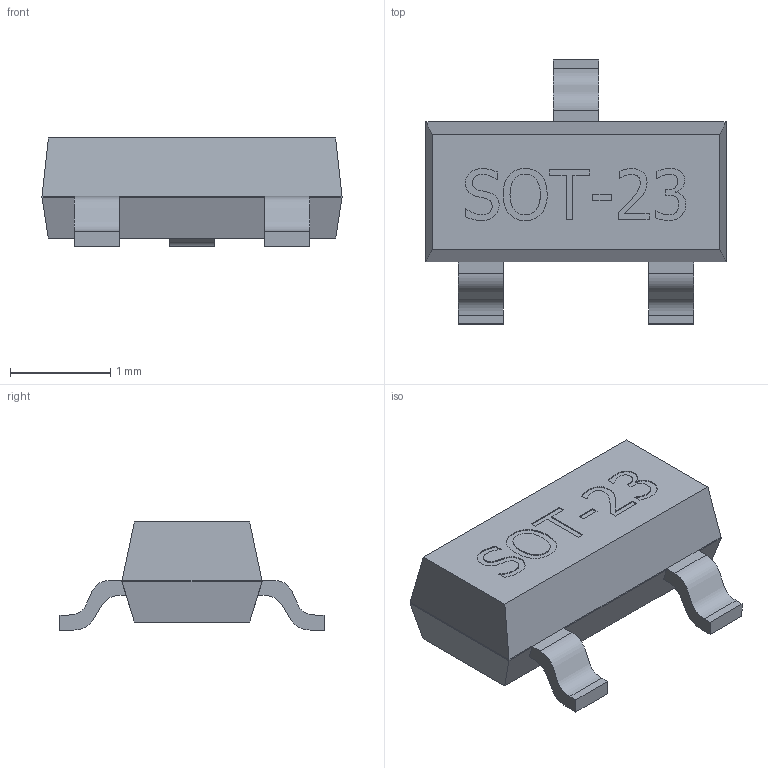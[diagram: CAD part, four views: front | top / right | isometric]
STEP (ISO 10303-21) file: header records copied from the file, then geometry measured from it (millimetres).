
FILE_DESCRIPTION (( 'STEP AP214' ), '1' );
FILE_NAME ('User Library-SOT-23-2.STEP', '2015-04-02T09:12:16', ( 'Windows User' ), ( '' ), 'SwSTEP 2.0', 'SolidWorks 2015', '' );
FILE_SCHEMA (( 'AUTOMOTIVE_DESIGN' ));
Length unit declared in the file: millimetre
Products named in the file (1): User Library-SOT-23-2
Bounding box: 3 x 2.64 x 1.08 mm (x, y, z)
Volume: 3.9 mm3; surface area: 18.3 mm2
Topology: 1 solids, 1 shells, 141 faces, 382 edges, 250 vertices
Faces by surface type: plane 75, bspline 66
Entity records: 6305 total; most frequent: CARTESIAN_POINT 1632, ORIENTED_EDGE 764, DIRECTION 402, EDGE_CURVE 382, LINE 250, VERTEX_POINT 250, VECTOR 250, EDGE_LOOP 148
